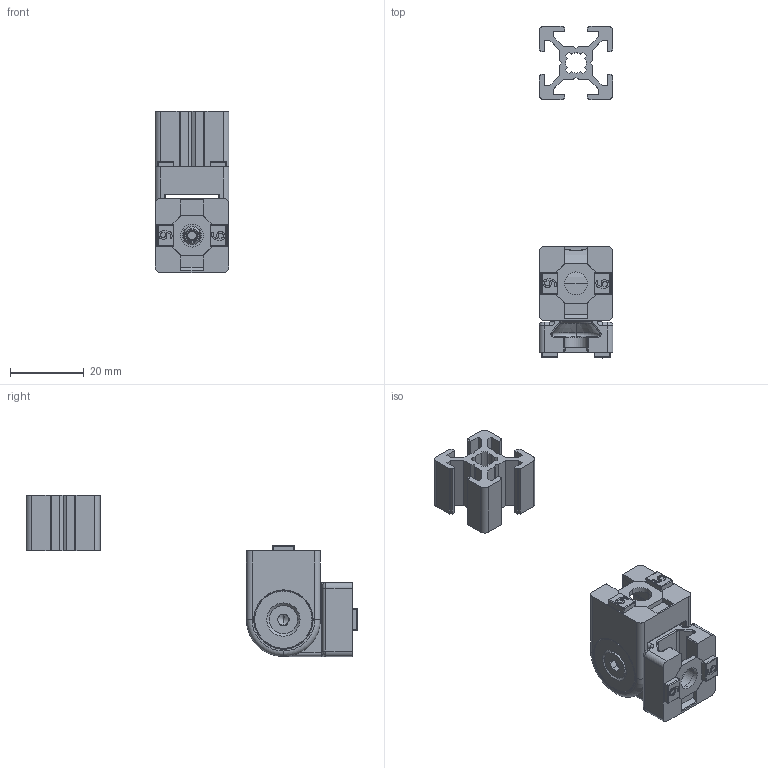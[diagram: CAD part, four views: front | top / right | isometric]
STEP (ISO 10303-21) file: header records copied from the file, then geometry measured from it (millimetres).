
FILE_DESCRIPTION (( 'STEP AP214' ), '1' );
FILE_NAME ('new products093gab20an06.step', '2017-09-27T09:35:37', ( '' ), ( '' ), 'SwSTEP 2.0', 'SolidWorks 2017', '' );
FILE_SCHEMA (( 'AUTOMOTIVE_DESIGN' ));
Length unit declared in the file: millimetre
Products named in the file (9): 093gr21_093gr22; Countersunk head screw ISO 10642 - M4x08_DIN 7991 - M4; 093GR31_134586; 093GR30_134585; 093gr28_093gr09; 093G20N --- R02 u Tab_134584 - N6; 093G20N --- R01 u Tab_134583 - N6; profiledummy_b20<As Machined>; new products093gab20an06
Assembly tree (12 placements, depth 2):
  new products093gab20an06
    profiledummy_b20<As Machined>
    093G20N --- R01 u Tab_134583 - N6
    093G20N --- R02 u Tab_134584 - N6
    093gr28_093gr09  x2
    093GR30_134585  x2
    093GR31_134586
    Countersunk head screw ISO 10642 - M4x08_DIN 7991 - M4  x2
    093gr21_093gr22  x2
Bounding box: 20 x 89.79 x 43.6 mm (x, y, z)
Volume: 13826.4 mm3; surface area: 12438.8 mm2
Topology: 12 solids, 12 shells, 1079 faces, 2596 edges, 1500 vertices
Faces by surface type: cylinder 348, plane 293, torus 240, sphere 90, bspline 72, cone 36
Entity records: 26863 total; most frequent: CARTESIAN_POINT 7018, DIRECTION 4384, ORIENTED_EDGE 3916, EDGE_CURVE 1958, AXIS2_PLACEMENT_3D 1738, VERTEX_POINT 1163, CIRCLE 932, LINE 908
